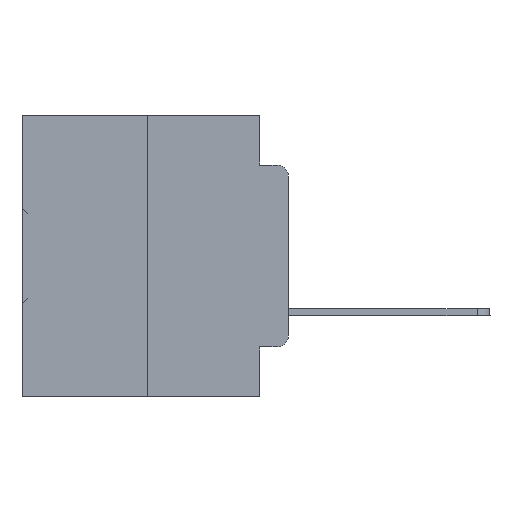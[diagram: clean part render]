
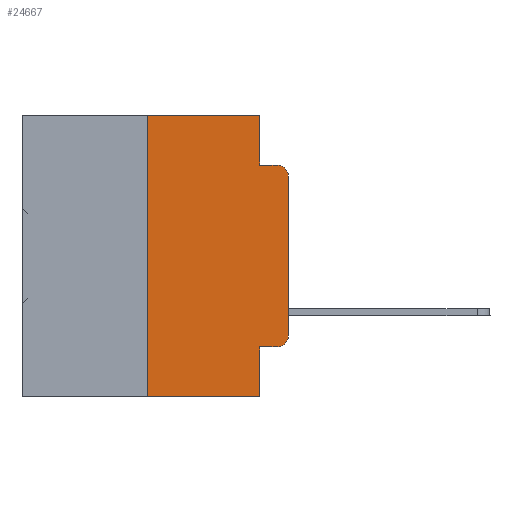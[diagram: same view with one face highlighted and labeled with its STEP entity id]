
A CAD part, left-side view. The second image highlights one B-rep face of the part: STEP entity #24667.
In plain terms, the highlighted planar face has unit normal (-1, 0, 0).
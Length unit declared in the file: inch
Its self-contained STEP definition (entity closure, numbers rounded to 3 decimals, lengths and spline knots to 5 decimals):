
#404 = DIRECTION ( 'NONE',  ( 0., 0., -1. ) ) ;
#649 = VECTOR ( 'NONE', #31492, 39.37008 ) ;
#767 = CARTESIAN_POINT ( 'NONE',  ( 0., 0., -0.3915 ) ) ;
#1439 = CARTESIAN_POINT ( 'NONE',  ( 0., 0.473, 0. ) ) ;
#1889 = VECTOR ( 'NONE', #404, 39.37008 ) ;
#1902 = VECTOR ( 'NONE', #24218, 39.37008 ) ;
#3081 = EDGE_CURVE ( 'NONE', #9515, #26067, #9158, .T. ) ;
#3774 = EDGE_CURVE ( 'NONE', #18619, #28186, #34598, .T. ) ;
#3833 = EDGE_CURVE ( 'NONE', #21135, #7046, #8313, .T. ) ;
#3989 = FACE_OUTER_BOUND ( 'NONE', #14128, .T. ) ;
#4110 = CARTESIAN_POINT ( 'NONE',  ( 0., 0.051, -0.0885 ) ) ;
#4658 = DIRECTION ( 'NONE',  ( 0., 0., -1. ) ) ;
#4731 = DIRECTION ( 'NONE',  ( 1., 0., 0. ) ) ;
#5074 = ORIENTED_EDGE ( 'NONE', *, *, #3833, .F. ) ;
#6208 = DIRECTION ( 'NONE',  ( 0., -1., 0. ) ) ;
#6229 = CARTESIAN_POINT ( 'NONE',  ( 0., 0.25, -0.5 ) ) ;
#6520 = ORIENTED_EDGE ( 'NONE', *, *, #14431, .F. ) ;
#7046 = VERTEX_POINT ( 'NONE', #27985 ) ;
#7239 = ORIENTED_EDGE ( 'NONE', *, *, #13419, .T. ) ;
#7479 = ORIENTED_EDGE ( 'NONE', *, *, #16586, .T. ) ;
#7601 = LINE ( 'NONE', #23593, #19200 ) ;
#8313 = LINE ( 'NONE', #21569, #14767 ) ;
#9158 = LINE ( 'NONE', #14394, #1889 ) ;
#9515 = VERTEX_POINT ( 'NONE', #12293 ) ;
#11165 = EDGE_CURVE ( 'NONE', #21135, #26067, #29221, .T. ) ;
#11343 = VECTOR ( 'NONE', #20702, 39.37008 ) ;
#11581 = ORIENTED_EDGE ( 'NONE', *, *, #16677, .T. ) ;
#12293 = CARTESIAN_POINT ( 'NONE',  ( 0., 0.051, -0.4115 ) ) ;
#12335 = CARTESIAN_POINT ( 'NONE',  ( 0., 0.02, -0.0885 ) ) ;
#13132 = CARTESIAN_POINT ( 'NONE',  ( 0., 0., -0.1085 ) ) ;
#13419 = EDGE_CURVE ( 'NONE', #15980, #14276, #17051, .T. ) ;
#13546 = LINE ( 'NONE', #1439, #11343 ) ;
#14128 = EDGE_LOOP ( 'NONE', ( #7479, #7239, #24964, #16774, #6520, #5074, #19367, #16269, #11581, #21810 ) ) ;
#14276 = VERTEX_POINT ( 'NONE', #12335 ) ;
#14394 = CARTESIAN_POINT ( 'NONE',  ( 0., 0.051, 0. ) ) ;
#14431 = EDGE_CURVE ( 'NONE', #7046, #18619, #13546, .T. ) ;
#14607 = CARTESIAN_POINT ( 'NONE',  ( 0., 0.02, -0.4115 ) ) ;
#14767 = VECTOR ( 'NONE', #16026, 39.37008 ) ;
#14919 = DIRECTION ( 'NONE',  ( 0., -1., 0. ) ) ;
#15371 = VECTOR ( 'NONE', #14919, 39.37008 ) ;
#15980 = VERTEX_POINT ( 'NONE', #13132 ) ;
#16026 = DIRECTION ( 'NONE',  ( 0., 0., 1. ) ) ;
#16086 = VERTEX_POINT ( 'NONE', #767 ) ;
#16269 = ORIENTED_EDGE ( 'NONE', *, *, #3081, .F. ) ;
#16346 = CARTESIAN_POINT ( 'NONE',  ( 0., 0.02, -0.3915 ) ) ;
#16413 = AXIS2_PLACEMENT_3D ( 'NONE', #23784, #34834, #4658 ) ;
#16569 = DIRECTION ( 'NONE',  ( 0., 0., -1. ) ) ;
#16586 = EDGE_CURVE ( 'NONE', #16086, #15980, #7601, .T. ) ;
#16634 = EDGE_CURVE ( 'NONE', #28186, #14276, #25621, .T. ) ;
#16677 = EDGE_CURVE ( 'NONE', #9515, #17443, #17049, .T. ) ;
#16774 = ORIENTED_EDGE ( 'NONE', *, *, #3774, .F. ) ;
#17049 = LINE ( 'NONE', #19921, #649 ) ;
#17051 = CIRCLE ( 'NONE', #16413, 0.02 ) ;
#17443 = VERTEX_POINT ( 'NONE', #14607 ) ;
#18064 = DIRECTION ( 'NONE',  ( 0., 0., 1. ) ) ;
#18619 = VERTEX_POINT ( 'NONE', #32694 ) ;
#18670 = DIRECTION ( 'NONE',  ( 0., 0., -1. ) ) ;
#18791 = CARTESIAN_POINT ( 'NONE',  ( 0., 0.051, 0. ) ) ;
#19200 = VECTOR ( 'NONE', #18064, 39.37008 ) ;
#19367 = ORIENTED_EDGE ( 'NONE', *, *, #11165, .T. ) ;
#19654 = CARTESIAN_POINT ( 'NONE',  ( 0., 0.051, -0.5 ) ) ;
#19921 = CARTESIAN_POINT ( 'NONE',  ( 0., 0.051, -0.4115 ) ) ;
#20702 = DIRECTION ( 'NONE',  ( 0., -1., 0. ) ) ;
#21135 = VERTEX_POINT ( 'NONE', #6229 ) ;
#21569 = CARTESIAN_POINT ( 'NONE',  ( 0., 0.25, 0. ) ) ;
#21810 = ORIENTED_EDGE ( 'NONE', *, *, #25570, .T. ) ;
#22545 = DIRECTION ( 'NONE',  ( -1., 0., 0. ) ) ;
#22806 = CIRCLE ( 'NONE', #31717, 0.02 ) ;
#23593 = CARTESIAN_POINT ( 'NONE',  ( 0., 0., 0. ) ) ;
#23784 = CARTESIAN_POINT ( 'NONE',  ( 0., 0.02, -0.1085 ) ) ;
#24218 = DIRECTION ( 'NONE',  ( 0., 0., -1. ) ) ;
#24667 = ADVANCED_FACE ( 'NONE', ( #3989 ), #32629, .F. ) ;
#24964 = ORIENTED_EDGE ( 'NONE', *, *, #16634, .F. ) ;
#25570 = EDGE_CURVE ( 'NONE', #17443, #16086, #22806, .T. ) ;
#25621 = LINE ( 'NONE', #4110, #15371 ) ;
#26067 = VERTEX_POINT ( 'NONE', #19654 ) ;
#27985 = CARTESIAN_POINT ( 'NONE',  ( 0., 0.25, 0. ) ) ;
#28149 = AXIS2_PLACEMENT_3D ( 'NONE', #32283, #4731, #18670 ) ;
#28186 = VERTEX_POINT ( 'NONE', #30785 ) ;
#29221 = LINE ( 'NONE', #30615, #35247 ) ;
#30615 = CARTESIAN_POINT ( 'NONE',  ( 0., 0.473, -0.5 ) ) ;
#30785 = CARTESIAN_POINT ( 'NONE',  ( 0., 0.051, -0.0885 ) ) ;
#31492 = DIRECTION ( 'NONE',  ( 0., -1., 0. ) ) ;
#31717 = AXIS2_PLACEMENT_3D ( 'NONE', #16346, #22545, #16569 ) ;
#32283 = CARTESIAN_POINT ( 'NONE',  ( 0., 0.473, 0. ) ) ;
#32629 = PLANE ( 'NONE',  #28149 ) ;
#32694 = CARTESIAN_POINT ( 'NONE',  ( 0., 0.051, 0. ) ) ;
#34598 = LINE ( 'NONE', #18791, #1902 ) ;
#34834 = DIRECTION ( 'NONE',  ( -1., 0., 0. ) ) ;
#35247 = VECTOR ( 'NONE', #6208, 39.37008 ) ;
